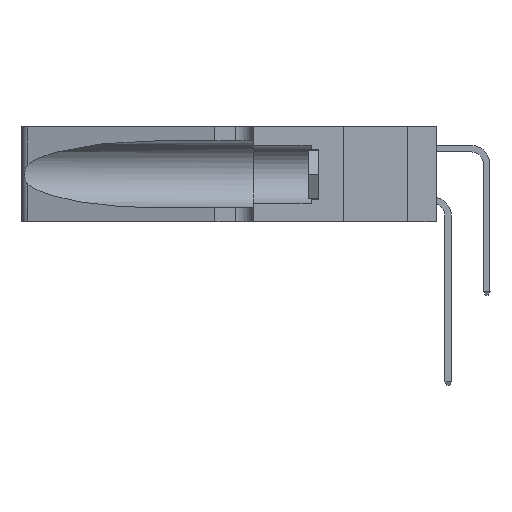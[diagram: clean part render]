
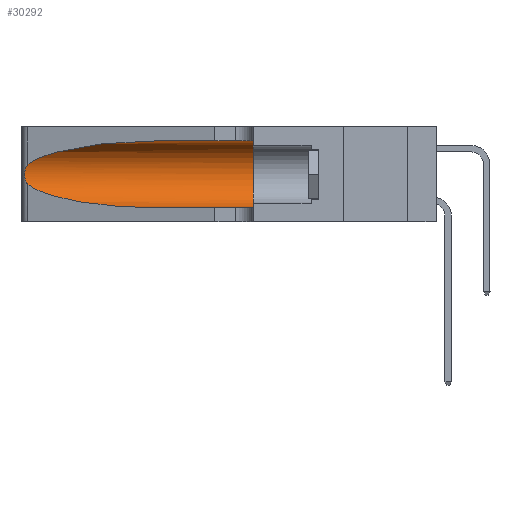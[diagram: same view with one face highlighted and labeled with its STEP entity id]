
A CAD part, left-side view. The second image highlights one B-rep face of the part: STEP entity #30292.
In plain terms, the highlighted cylindrical face has radius 3.308 mm (diameter 6.617 mm), a partial arc.
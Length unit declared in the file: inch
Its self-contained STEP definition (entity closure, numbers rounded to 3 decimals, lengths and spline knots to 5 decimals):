
#1769 = ORIENTED_EDGE ( 'NONE', *, *, #16799, .T. ) ;
#2137 = CARTESIAN_POINT ( 'NONE',  ( 0.25487, 1.22718, 0.22369 ) ) ;
#3611 = EDGE_CURVE ( 'NONE', #23856, #14294, #21007, .T. ) ;
#4502 = VERTEX_POINT ( 'NONE', #27461 ) ;
#5063 = VERTEX_POINT ( 'NONE', #14168 ) ;
#6233 = CARTESIAN_POINT ( 'NONE',  ( 0.1305, 0.35, 0.185 ) ) ;
#6298 = LINE ( 'NONE', #23858, #13108 ) ;
#6885 = EDGE_CURVE ( 'NONE', #9011, #4502, #6298, .T. ) ;
#7147 = CARTESIAN_POINT ( 'NONE',  ( 0.25854, 1.2359, 0.20912 ) ) ;
#7348 = DIRECTION ( 'NONE',  ( 0., -1., 0. ) ) ;
#7987 = CARTESIAN_POINT ( 'NONE',  ( 0.18966, 0.96281, 0.31525 ) ) ;
#8559 = EDGE_CURVE ( 'NONE', #4502, #25425, #19593, .T. ) ;
#8743 = EDGE_CURVE ( 'NONE', #5063, #25425, #35530, .T. ) ;
#9011 = VERTEX_POINT ( 'NONE', #10938 ) ;
#9829 = CARTESIAN_POINT ( 'NONE',  ( 0.26018, 1.23835, 0.19895 ) ) ;
#10078 = CARTESIAN_POINT ( 'NONE',  ( 0.25639, 1.23186, 0.15144 ) ) ;
#10079 = CARTESIAN_POINT ( 'NONE',  ( 0.25487, 1.22718, 0.14631 ) ) ;
#10204 = CARTESIAN_POINT ( 'NONE',  ( 0.18966, 0.96281, 0.05475 ) ) ;
#10577 = CARTESIAN_POINT ( 'NONE',  ( 0.1305, 0.72297, 0.05475 ) ) ;
#10938 = CARTESIAN_POINT ( 'NONE',  ( 0.1305, 0.72297, 0.31525 ) ) ;
#12352 = CARTESIAN_POINT ( 'NONE',  ( 0.25487, 1.22718, 0.22369 ) ) ;
#12975 = CARTESIAN_POINT ( 'NONE',  ( 0.25856, 1.23593, 0.16098 ) ) ;
#13108 = VECTOR ( 'NONE', #7348, 39.37008 ) ;
#14168 = CARTESIAN_POINT ( 'NONE',  ( 0.1305, 0.72297, 0.05475 ) ) ;
#14294 = VERTEX_POINT ( 'NONE', #34718 ) ;
#14693 = AXIS2_PLACEMENT_3D ( 'NONE', #24190, #32705, #15466 ) ;
#15380 = CYLINDRICAL_SURFACE ( 'NONE', #14693, 0.13025 ) ;
#15466 = DIRECTION ( 'NONE',  ( 0., 0., -1. ) ) ;
#15489 = CARTESIAN_POINT ( 'NONE',  ( 0.25787, 1.23484, 0.2124 ) ) ;
#15619 = CARTESIAN_POINT ( 'NONE',  ( 0.26075, 1.23896, 0.19203 ) ) ;
#15749 = CARTESIAN_POINT ( 'NONE',  ( 0.25555, 1.22993, 0.14849 ) ) ;
#16637 = CARTESIAN_POINT ( 'NONE',  ( 0.1305, 1.61858, 0.05475 ) ) ;
#16799 = EDGE_CURVE ( 'NONE', #14294, #5063, #32415, .T. ) ;
#17129 = EDGE_CURVE ( 'NONE', #9011, #23856, #23819, .T. ) ;
#17842 = DIRECTION ( 'NONE',  ( 0., 0., 1. ) ) ;
#18380 = CARTESIAN_POINT ( 'NONE',  ( 0.26017, 1.23833, 0.17102 ) ) ;
#19139 = ORIENTED_EDGE ( 'NONE', *, *, #3611, .T. ) ;
#19593 = CIRCLE ( 'NONE', #22605, 0.13025 ) ;
#20515 = CARTESIAN_POINT ( 'NONE',  ( 0.25639, 1.23184, 0.21858 ) ) ;
#20602 = ORIENTED_EDGE ( 'NONE', *, *, #17129, .T. ) ;
#20792 = FACE_OUTER_BOUND ( 'NONE', #30657, .T. ) ;
#21007 = B_SPLINE_CURVE_WITH_KNOTS ( 'NONE', 3,
 ( #21555, #24470, #20515, #15489, #7147, #9829, #15619, #27388, #18380, #12975, #24353, #10078, #15749, #30074 ),
 .UNSPECIFIED., .F., .F.,
 ( 4, 2, 2, 2, 2, 2, 4 ),
 ( 0., 0.00027, 0.00053, 0.00107, 0.0016, 0.00187, 0.00214 ),
 .UNSPECIFIED. ) ;
#21555 = CARTESIAN_POINT ( 'NONE',  ( 0.25487, 1.22718, 0.22369 ) ) ;
#22571 = ORIENTED_EDGE ( 'NONE', *, *, #8559, .F. ) ;
#22605 = AXIS2_PLACEMENT_3D ( 'NONE', #6233, #26436, #17842 ) ;
#22629 = CARTESIAN_POINT ( 'NONE',  ( 0.2373, 1.15595, 0.28018 ) ) ;
#23819 =( BOUNDED_CURVE ( )  B_SPLINE_CURVE ( 3, ( #24809, #7987, #22629, #2137 ),
 .UNSPECIFIED., .F., .T. ) 
 B_SPLINE_CURVE_WITH_KNOTS ( ( 4, 4 ),
 ( 1.5708, 2.84003 ),
 .UNSPECIFIED. ) 
 CURVE ( )  GEOMETRIC_REPRESENTATION_ITEM ( )  RATIONAL_B_SPLINE_CURVE ( ( 1., 0.87, 0.87, 1. ) ) 
 REPRESENTATION_ITEM ( '' )  );
#23856 = VERTEX_POINT ( 'NONE', #12352 ) ;
#23858 = CARTESIAN_POINT ( 'NONE',  ( 0.1305, 1.61858, 0.31525 ) ) ;
#24190 = CARTESIAN_POINT ( 'NONE',  ( 0.1305, 1.61858, 0.185 ) ) ;
#24353 = CARTESIAN_POINT ( 'NONE',  ( 0.25789, 1.23486, 0.15765 ) ) ;
#24470 = CARTESIAN_POINT ( 'NONE',  ( 0.25555, 1.22994, 0.2215 ) ) ;
#24809 = CARTESIAN_POINT ( 'NONE',  ( 0.1305, 0.72297, 0.31525 ) ) ;
#25425 = VERTEX_POINT ( 'NONE', #25650 ) ;
#25650 = CARTESIAN_POINT ( 'NONE',  ( 0.1305, 0.35, 0.05475 ) ) ;
#26436 = DIRECTION ( 'NONE',  ( 0., 1., 0. ) ) ;
#27388 = CARTESIAN_POINT ( 'NONE',  ( 0.26075, 1.23896, 0.178 ) ) ;
#27461 = CARTESIAN_POINT ( 'NONE',  ( 0.1305, 0.35, 0.31525 ) ) ;
#27771 = VECTOR ( 'NONE', #36992, 39.37008 ) ;
#28788 = ORIENTED_EDGE ( 'NONE', *, *, #6885, .F. ) ;
#30074 = CARTESIAN_POINT ( 'NONE',  ( 0.25487, 1.22718, 0.14631 ) ) ;
#30292 = ADVANCED_FACE ( 'NONE', ( #20792 ), #15380, .F. ) ;
#30657 = EDGE_LOOP ( 'NONE', ( #20602, #19139, #1769, #31741, #22571, #28788 ) ) ;
#31741 = ORIENTED_EDGE ( 'NONE', *, *, #8743, .T. ) ;
#32415 =( BOUNDED_CURVE ( )  B_SPLINE_CURVE ( 3, ( #10079, #33254, #10204, #10577 ),
 .UNSPECIFIED., .F., .F. ) 
 B_SPLINE_CURVE_WITH_KNOTS ( ( 4, 4 ),
 ( 3.44316, 4.71239 ),
 .UNSPECIFIED. ) 
 CURVE ( )  GEOMETRIC_REPRESENTATION_ITEM ( )  RATIONAL_B_SPLINE_CURVE ( ( 1., 0.87, 0.87, 1. ) ) 
 REPRESENTATION_ITEM ( '' )  );
#32705 = DIRECTION ( 'NONE',  ( 0., -1., 0. ) ) ;
#33254 = CARTESIAN_POINT ( 'NONE',  ( 0.2373, 1.15595, 0.08982 ) ) ;
#34718 = CARTESIAN_POINT ( 'NONE',  ( 0.25487, 1.22718, 0.14631 ) ) ;
#35530 = LINE ( 'NONE', #16637, #27771 ) ;
#36992 = DIRECTION ( 'NONE',  ( 0., -1., 0. ) ) ;
